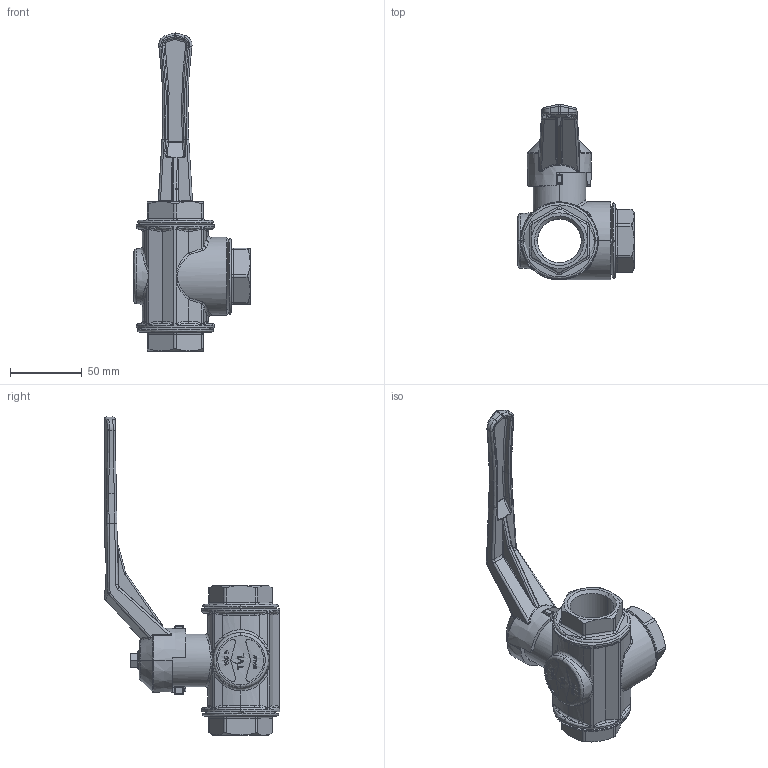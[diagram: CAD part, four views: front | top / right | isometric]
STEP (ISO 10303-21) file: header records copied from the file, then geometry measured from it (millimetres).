
FILE_DESCRIPTION (( 'STEP AP214' ), '1' );
FILE_NAME ('IT-3-WAY12806_L.STEP', '2018-09-21T08:58:38', ( '' ), ( '' ), 'SwSTEP 2.0', 'SolidWorks 2018', '' );
FILE_SCHEMA (( 'AUTOMOTIVE_DESIGN' ));
Length unit declared in the file: millimetre
Products named in the file (1): IT-3-WAY12806_L
Bounding box: 81.2 x 122.45 x 222.13 mm (x, y, z)
Surface area: 51683.7 mm2 (no closed solid volume)
Topology: 0 solids, 4 shells, 644 faces, 1598 edges, 952 vertices
Faces by surface type: plane 203, bspline 173, cylinder 172, torus 43, cone 42, sphere 11
Entity records: 29076 total; most frequent: CARTESIAN_POINT 18117, ORIENTED_EDGE 3082, EDGE_CURVE 1568, B_SPLINE_CURVE_WITH_KNOTS 1426, VERTEX_POINT 952, DIRECTION 944, EDGE_LOOP 678, ADVANCED_FACE 644
